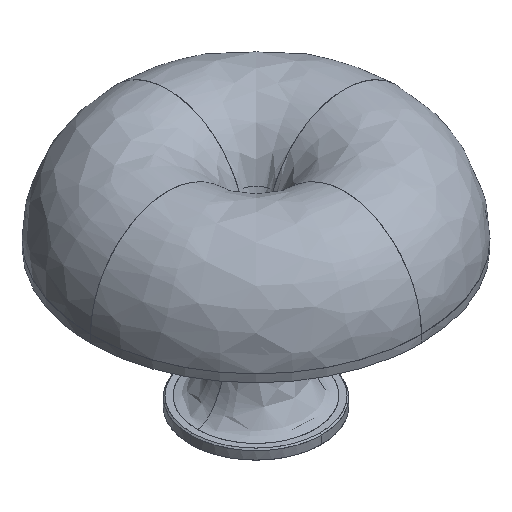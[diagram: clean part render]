
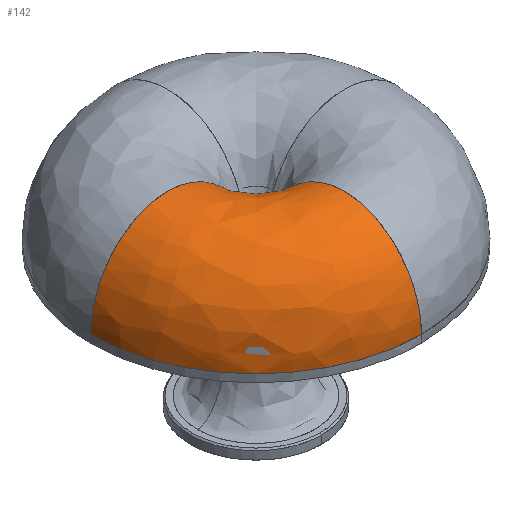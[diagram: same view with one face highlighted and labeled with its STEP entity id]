
A CAD part, isometric view. The second image highlights one B-rep face of the part: STEP entity #142.
In plain terms, the highlighted free-form (B-spline) face has degree [2, 2] with [3, 5] control points.
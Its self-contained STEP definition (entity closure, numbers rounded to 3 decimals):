
#142=ADVANCED_FACE($,(#228),#1096,.T.);
#228=FACE_OUTER_BOUND($,#314,.T.);
#314=EDGE_LOOP($,(#504,#505,#506,#507));
#504=ORIENTED_EDGE($,*,*,#734,.T.);
#505=ORIENTED_EDGE($,*,*,#735,.T.);
#506=ORIENTED_EDGE($,*,*,#736,.T.);
#507=ORIENTED_EDGE($,*,*,#737,.T.);
#734=EDGE_CURVE($,#916,#917,#1215,.T.);
#735=EDGE_CURVE($,#917,#918,#1216,.T.);
#736=EDGE_CURVE($,#918,#919,#1217,.T.);
#737=EDGE_CURVE($,#919,#916,#1218,.T.);
#916=VERTEX_POINT($,#2406);
#917=VERTEX_POINT($,#2407);
#918=VERTEX_POINT($,#2408);
#919=VERTEX_POINT($,#2409);
#1096=(
BOUNDED_SURFACE()
B_SPLINE_SURFACE(2,2,((#2391,#2392,#2393,#2394,#2395),(#2396,#2397,#2398,
#2399,#2400),(#2401,#2402,#2403,#2404,#2405)),.UNSPECIFIED.,.F.,.F.,.F.)
B_SPLINE_SURFACE_WITH_KNOTS((3,3),(3,2,3),(477.581,716.371),
(420.133,570.77,761.027),.UNSPECIFIED.)
GEOMETRIC_REPRESENTATION_ITEM()
RATIONAL_B_SPLINE_SURFACE(((0.903,0.768,1.,0.707,
1.),(0.639,0.543,0.707,0.5,
0.707),(0.903,0.768,1.,0.707,
1.)))
REPRESENTATION_ITEM($)
SURFACE()
);
#1215=(
BOUNDED_CURVE()
B_SPLINE_CURVE(2,(#2375,#2376,#2377),.UNSPECIFIED.,.F.,.F.)
B_SPLINE_CURVE_WITH_KNOTS((3,3),(477.581,716.371),.UNSPECIFIED.)
CURVE()
GEOMETRIC_REPRESENTATION_ITEM()
RATIONAL_B_SPLINE_CURVE((1.,0.707,1.))
REPRESENTATION_ITEM($)
);
#1216=(
BOUNDED_CURVE()
B_SPLINE_CURVE(2,(#2378,#2379,#2380,#2381,#2382),.UNSPECIFIED.,.F.,.F.)
B_SPLINE_CURVE_WITH_KNOTS((3,2,3),(420.133,570.77,761.027),
.UNSPECIFIED.)
CURVE()
GEOMETRIC_REPRESENTATION_ITEM()
RATIONAL_B_SPLINE_CURVE((1.,0.808,1.,0.707,1.))
REPRESENTATION_ITEM($)
);
#1217=(
BOUNDED_CURVE()
B_SPLINE_CURVE(2,(#2383,#2384,#2385),.UNSPECIFIED.,.F.,.F.)
B_SPLINE_CURVE_WITH_KNOTS((3,3),(-716.371,-477.581),.UNSPECIFIED.)
CURVE()
GEOMETRIC_REPRESENTATION_ITEM()
RATIONAL_B_SPLINE_CURVE((1.,0.707,1.))
REPRESENTATION_ITEM($)
);
#1218=(
BOUNDED_CURVE()
B_SPLINE_CURVE(2,(#2386,#2387,#2388,#2389,#2390),.UNSPECIFIED.,.F.,.F.)
B_SPLINE_CURVE_WITH_KNOTS((3,2,3),(-761.027,-570.77,-420.133),
.UNSPECIFIED.)
CURVE()
GEOMETRIC_REPRESENTATION_ITEM()
RATIONAL_B_SPLINE_CURVE((1.,0.707,1.,0.808,1.))
REPRESENTATION_ITEM($)
);
#2375=CARTESIAN_POINT($,(0.,-14.327,165.745));
#2376=CARTESIAN_POINT($,(-14.327,-14.327,165.745));
#2377=CARTESIAN_POINT($,(-14.327,0.,165.745));
#2378=CARTESIAN_POINT($,(-14.327,0.,165.745));
#2379=CARTESIAN_POINT($,(-30.977,0.,223.003));
#2380=CARTESIAN_POINT($,(-85.373,0.,223.003));
#2381=CARTESIAN_POINT($,(-160.,0.,223.003));
#2382=CARTESIAN_POINT($,(-160.,0.,140.488));
#2383=CARTESIAN_POINT($,(-160.,0.,140.488));
#2384=CARTESIAN_POINT($,(-160.,-160.,140.488));
#2385=CARTESIAN_POINT($,(0.,-160.,140.488));
#2386=CARTESIAN_POINT($,(0.,-160.,140.488));
#2387=CARTESIAN_POINT($,(0.,-160.,223.003));
#2388=CARTESIAN_POINT($,(0.,-85.373,223.003));
#2389=CARTESIAN_POINT($,(0.,-30.977,223.003));
#2390=CARTESIAN_POINT($,(0.,-14.327,165.745));
#2391=CARTESIAN_POINT($,(0.,-14.327,165.745));
#2392=CARTESIAN_POINT($,(0.,-30.977,223.003));
#2393=CARTESIAN_POINT($,(0.,-85.373,223.003));
#2394=CARTESIAN_POINT($,(0.,-160.,223.003));
#2395=CARTESIAN_POINT($,(0.,-160.,140.488));
#2396=CARTESIAN_POINT($,(-14.327,-14.327,165.745));
#2397=CARTESIAN_POINT($,(-30.977,-30.977,223.003));
#2398=CARTESIAN_POINT($,(-85.373,-85.373,223.003));
#2399=CARTESIAN_POINT($,(-160.,-160.,223.003));
#2400=CARTESIAN_POINT($,(-160.,-160.,140.488));
#2401=CARTESIAN_POINT($,(-14.327,0.,165.745));
#2402=CARTESIAN_POINT($,(-30.977,0.,223.003));
#2403=CARTESIAN_POINT($,(-85.373,0.,223.003));
#2404=CARTESIAN_POINT($,(-160.,0.,223.003));
#2405=CARTESIAN_POINT($,(-160.,0.,140.488));
#2406=CARTESIAN_POINT($,(0.,-14.327,165.745));
#2407=CARTESIAN_POINT($,(-14.327,0.,165.745));
#2408=CARTESIAN_POINT($,(-160.,0.,140.488));
#2409=CARTESIAN_POINT($,(0.,-160.,140.488));
